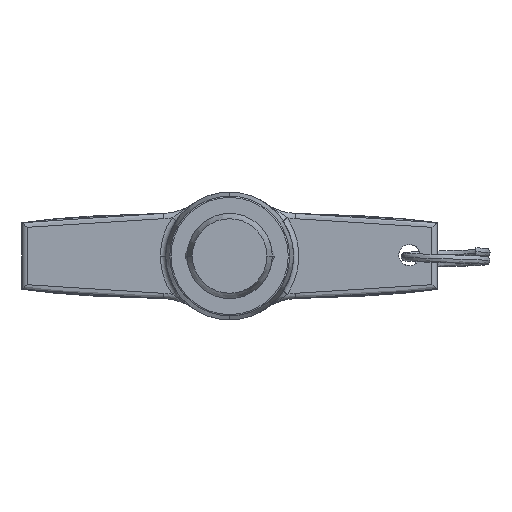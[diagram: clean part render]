
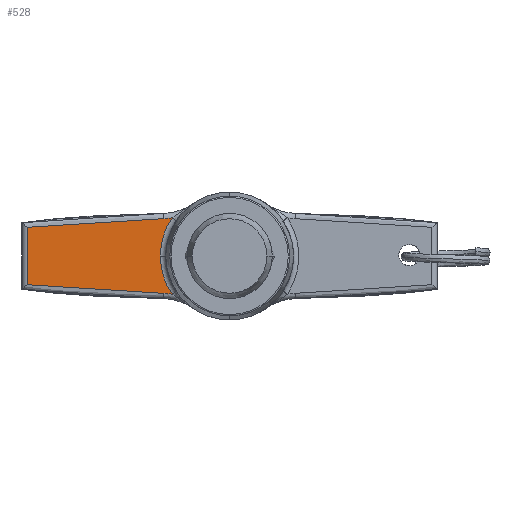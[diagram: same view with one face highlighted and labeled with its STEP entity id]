
A CAD part, front view. The second image highlights one B-rep face of the part: STEP entity #528.
In plain terms, the highlighted planar face has unit normal (0, -1, 0).
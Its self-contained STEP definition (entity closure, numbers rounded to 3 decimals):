
#15 = CARTESIAN_POINT ( 'NONE',  ( -35.879, 0., 5.681 ) ) ;
#42 = ORIENTED_EDGE ( 'NONE', *, *, #840, .T. ) ;
#60 = CARTESIAN_POINT ( 'NONE',  ( -20.947, 0., 6.773 ) ) ;
#72 = CIRCLE ( 'NONE', #1822, 13. ) ;
#92 = B_SPLINE_CURVE_WITH_KNOTS ( 'NONE', 3,
 ( #1165, #2560, #1569, #2220, #3352, #2627, #2931, #2263, #142, #205 ),
 .UNSPECIFIED., .F., .F.,
 ( 4, 2, 2, 2, 4 ),
 ( 0., 0.003, 0.006, 0.013, 0.026 ),
 .UNSPECIFIED. ) ;
#122 = CARTESIAN_POINT ( 'NONE',  ( -10.854, 0., -7.155 ) ) ;
#142 = CARTESIAN_POINT ( 'NONE',  ( -16.671, 0., -6.918 ) ) ;
#169 = CIRCLE ( 'NONE', #3985, 11. ) ;
#205 = CARTESIAN_POINT ( 'NONE',  ( -12.393, 0., -7.012 ) ) ;
#231 = DIRECTION ( 'NONE',  ( -1., 0., 0. ) ) ;
#245 = DIRECTION ( 'NONE',  ( 0., 1., 0. ) ) ;
#246 = CARTESIAN_POINT ( 'NONE',  ( 0., 0., 0. ) ) ;
#402 = EDGE_CURVE ( 'NONE', #4331, #3004, #92, .T. ) ;
#434 = VERTEX_POINT ( 'NONE', #122 ) ;
#528 = ADVANCED_FACE ( 'NONE', ( #1682 ), #2305, .F. ) ;
#569 = CARTESIAN_POINT ( 'NONE',  ( -39., 0., 25.5 ) ) ;
#583 = ORIENTED_EDGE ( 'NONE', *, *, #1630, .T. ) ;
#602 = EDGE_CURVE ( 'NONE', #3955, #1146, #4406, .T. ) ;
#607 = CARTESIAN_POINT ( 'NONE',  ( -12.636, 0., -18.01 ) ) ;
#662 = LINE ( 'NONE', #2012, #1158 ) ;
#675 = ORIENTED_EDGE ( 'NONE', *, *, #602, .T. ) ;
#802 = AXIS2_PLACEMENT_3D ( 'NONE', #569, #2693, #231 ) ;
#808 = EDGE_CURVE ( 'NONE', #3004, #434, #4051, .T. ) ;
#840 = EDGE_CURVE ( 'NONE', #1857, #3955, #169, .T. ) ;
#1112 = CARTESIAN_POINT ( 'NONE',  ( -38., 0., 5.394 ) ) ;
#1146 = VERTEX_POINT ( 'NONE', #2706 ) ;
#1158 = VECTOR ( 'NONE', #2369, 1000. ) ;
#1165 = CARTESIAN_POINT ( 'NONE',  ( -38., 0., -5.394 ) ) ;
#1179 = CARTESIAN_POINT ( 'NONE',  ( -10.854, 0., 7.155 ) ) ;
#1255 = AXIS2_PLACEMENT_3D ( 'NONE', #607, #245, #4461 ) ;
#1466 = ORIENTED_EDGE ( 'NONE', *, *, #402, .T. ) ;
#1569 = CARTESIAN_POINT ( 'NONE',  ( -35.879, 0., -5.681 ) ) ;
#1630 = EDGE_CURVE ( 'NONE', #434, #3110, #2945, .T. ) ;
#1633 = DIRECTION ( 'NONE',  ( -1., 0., 0. ) ) ;
#1682 = FACE_OUTER_BOUND ( 'NONE', #3168, .T. ) ;
#1748 = CARTESIAN_POINT ( 'NONE',  ( -32.688, 0., 6.011 ) ) ;
#1822 = AXIS2_PLACEMENT_3D ( 'NONE', #246, #2361, #1633 ) ;
#1857 = VERTEX_POINT ( 'NONE', #1179 ) ;
#2000 = DIRECTION ( 'NONE',  ( -1., 0., 0. ) ) ;
#2012 = CARTESIAN_POINT ( 'NONE',  ( -38., 0., 25.5 ) ) ;
#2018 = EDGE_CURVE ( 'NONE', #3110, #1857, #72, .T. ) ;
#2043 = CARTESIAN_POINT ( 'NONE',  ( -13., 0., 0. ) ) ;
#2096 = CARTESIAN_POINT ( 'NONE',  ( -16.671, 0., 6.918 ) ) ;
#2147 = DIRECTION ( 'NONE',  ( 0., 1., 0. ) ) ;
#2196 = ORIENTED_EDGE ( 'NONE', *, *, #808, .T. ) ;
#2220 = CARTESIAN_POINT ( 'NONE',  ( -33.753, 0., -5.911 ) ) ;
#2263 = CARTESIAN_POINT ( 'NONE',  ( -20.947, 0., -6.773 ) ) ;
#2305 = PLANE ( 'NONE',  #802 ) ;
#2361 = DIRECTION ( 'NONE',  ( 0., 1., 0. ) ) ;
#2369 = DIRECTION ( 'NONE',  ( 0., 0., -1. ) ) ;
#2526 = CARTESIAN_POINT ( 'NONE',  ( -38., 0., -5.394 ) ) ;
#2557 = ORIENTED_EDGE ( 'NONE', *, *, #3388, .T. ) ;
#2560 = CARTESIAN_POINT ( 'NONE',  ( -36.941, 0., -5.552 ) ) ;
#2627 = CARTESIAN_POINT ( 'NONE',  ( -29.49, 0., -6.28 ) ) ;
#2693 = DIRECTION ( 'NONE',  ( 0., 1., 0. ) ) ;
#2706 = CARTESIAN_POINT ( 'NONE',  ( -38., 0., 5.394 ) ) ;
#2719 = AXIS2_PLACEMENT_3D ( 'NONE', #2880, #2147, #3132 ) ;
#2794 = CARTESIAN_POINT ( 'NONE',  ( -12.393, 0., 7.012 ) ) ;
#2880 = CARTESIAN_POINT ( 'NONE',  ( 0., 0., 0. ) ) ;
#2931 = CARTESIAN_POINT ( 'NONE',  ( -27.354, 0., -6.42 ) ) ;
#2945 = CIRCLE ( 'NONE', #2719, 13. ) ;
#3004 = VERTEX_POINT ( 'NONE', #4489 ) ;
#3110 = VERTEX_POINT ( 'NONE', #2043 ) ;
#3131 = CARTESIAN_POINT ( 'NONE',  ( -27.354, 0., 6.42 ) ) ;
#3132 = DIRECTION ( 'NONE',  ( -1., 0., 0. ) ) ;
#3168 = EDGE_LOOP ( 'NONE', ( #675, #2557, #1466, #2196, #583, #3398, #42 ) ) ;
#3182 = CARTESIAN_POINT ( 'NONE',  ( -36.941, 0., 5.552 ) ) ;
#3352 = CARTESIAN_POINT ( 'NONE',  ( -32.688, 0., -6.011 ) ) ;
#3388 = EDGE_CURVE ( 'NONE', #1146, #4331, #662, .T. ) ;
#3398 = ORIENTED_EDGE ( 'NONE', *, *, #2018, .T. ) ;
#3838 = CARTESIAN_POINT ( 'NONE',  ( -33.753, 0., 5.911 ) ) ;
#3858 = CARTESIAN_POINT ( 'NONE',  ( -12.393, 0., 7.012 ) ) ;
#3878 = CARTESIAN_POINT ( 'NONE',  ( -29.49, 0., 6.28 ) ) ;
#3955 = VERTEX_POINT ( 'NONE', #2794 ) ;
#3985 = AXIS2_PLACEMENT_3D ( 'NONE', #4440, #4101, #2000 ) ;
#4051 = CIRCLE ( 'NONE', #1255, 11. ) ;
#4101 = DIRECTION ( 'NONE',  ( 0., 1., 0. ) ) ;
#4331 = VERTEX_POINT ( 'NONE', #2526 ) ;
#4406 = B_SPLINE_CURVE_WITH_KNOTS ( 'NONE', 3,
 ( #3858, #2096, #60, #3131, #3878, #1748, #3838, #15, #3182, #1112 ),
 .UNSPECIFIED., .F., .F.,
 ( 4, 2, 2, 2, 4 ),
 ( 0., 0.013, 0.019, 0.022, 0.026 ),
 .UNSPECIFIED. ) ;
#4440 = CARTESIAN_POINT ( 'NONE',  ( -12.636, 0., 18.01 ) ) ;
#4461 = DIRECTION ( 'NONE',  ( -1., 0., 0. ) ) ;
#4489 = CARTESIAN_POINT ( 'NONE',  ( -12.393, 0., -7.012 ) ) ;
